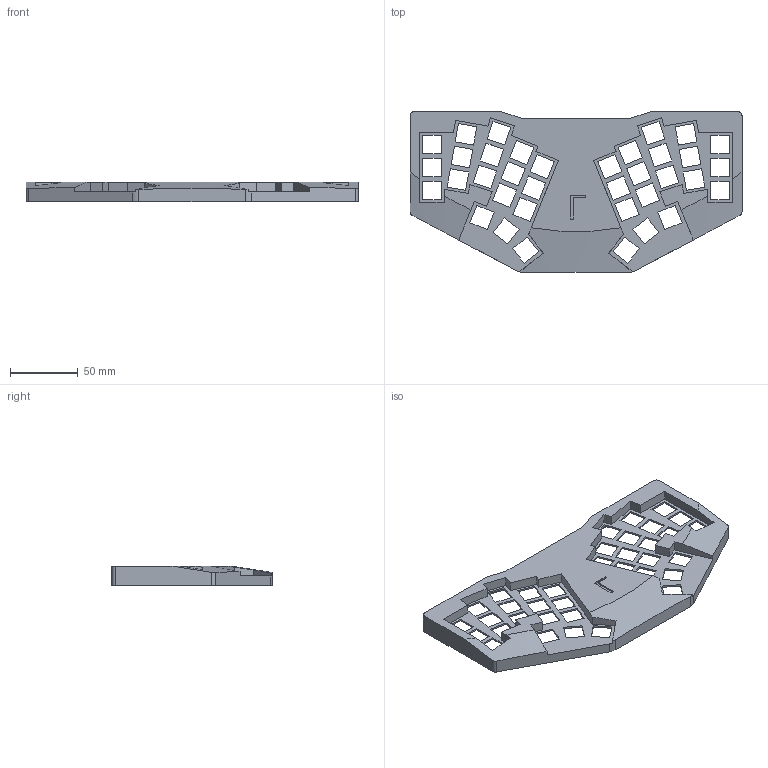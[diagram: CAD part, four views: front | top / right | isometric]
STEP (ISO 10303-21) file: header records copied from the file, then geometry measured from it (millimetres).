
FILE_DESCRIPTION(/* description */ (''),/* implementation_level */ '2;1');
FILE_NAME(/* name */ 'top.step',/* time_stamp */ '2025-04-23T22:20:53+09:00',/* author */ (''),/* organization */ (''),/* preprocessor_version */ 'ST-DEVELOPER v20.1',/* originating_system */ 'Autodesk Translation Framework v14.4.0.0',/* authorisation */ '');
FILE_SCHEMA (('AUTOMOTIVE_DESIGN { 1 0 10303 214 3 1 1 }'));
Length unit declared in the file: millimetre
Products named in the file (1): FusionComponent
Bounding box: 245.79 x 118.87 x 14.5 mm (x, y, z)
Volume: 77514.6 mm3; surface area: 68751.7 mm2
Topology: 1 solids, 1 shells, 620 faces, 1701 edges, 1130 vertices
Faces by surface type: plane 571, cylinder 28, bspline 17, cone 4
Full cylindrical faces by diameter (mm): 3 x8
Entity records: 23674 total; most frequent: CARTESIAN_POINT 7864, ORIENTED_EDGE 3402, DIRECTION 2897, EDGE_CURVE 1701, LINE 1549, VECTOR 1549, VERTEX_POINT 1130, EDGE_LOOP 741
